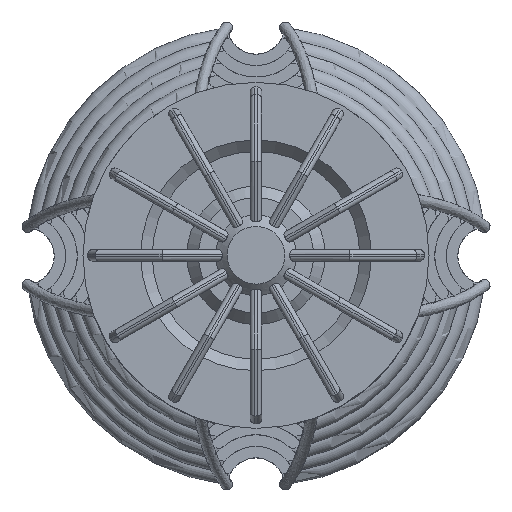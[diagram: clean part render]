
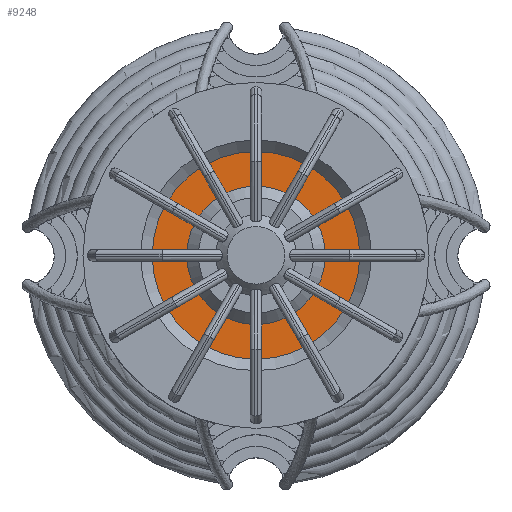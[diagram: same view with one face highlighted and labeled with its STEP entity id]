
A CAD part, top view. The second image highlights one B-rep face of the part: STEP entity #9248.
In plain terms, the highlighted planar face has unit normal (0, 0, 1).
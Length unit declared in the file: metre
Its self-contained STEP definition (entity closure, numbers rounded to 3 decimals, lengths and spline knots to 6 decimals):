
#78=CIRCLE('',#12555,0.00762);
#79=CIRCLE('',#12556,0.01143);
#452=PLANE('',#12554);
#2218=ORIENTED_EDGE('',*,*,#4599,.T.);
#2219=ORIENTED_EDGE('',*,*,#4600,.F.);
#4599=EDGE_CURVE('',#5770,#5770,#78,.F.);
#4600=EDGE_CURVE('',#5771,#5771,#79,.F.);
#5770=VERTEX_POINT('',#16901);
#5771=VERTEX_POINT('',#16903);
#7453=EDGE_LOOP('',(#2218));
#7454=EDGE_LOOP('',(#2219));
#8011=FACE_BOUND('',#7453,.T.);
#8012=FACE_BOUND('',#7454,.T.);
#9248=ADVANCED_FACE('',(#8011,#8012),#452,.T.);
#12554=AXIS2_PLACEMENT_3D('',#16899,#14270,#14271);
#12555=AXIS2_PLACEMENT_3D('',#16900,#14272,#14273);
#12556=AXIS2_PLACEMENT_3D('',#16902,#14274,#14275);
#14270=DIRECTION('',(0.,0.,1.));
#14271=DIRECTION('',(1.,0.,0.));
#14272=DIRECTION('',(0.,0.,1.));
#14273=DIRECTION('',(1.,0.,0.));
#14274=DIRECTION('',(0.,0.,1.));
#14275=DIRECTION('',(1.,0.,0.));
#16899=CARTESIAN_POINT('',(0.,0.,
0.04318));
#16900=CARTESIAN_POINT('',(0.,0.,0.04318));
#16901=CARTESIAN_POINT('',(0.00762,0.,0.04318));
#16902=CARTESIAN_POINT('',(0.,0.,0.04318));
#16903=CARTESIAN_POINT('',(0.01143,0.,0.04318));
